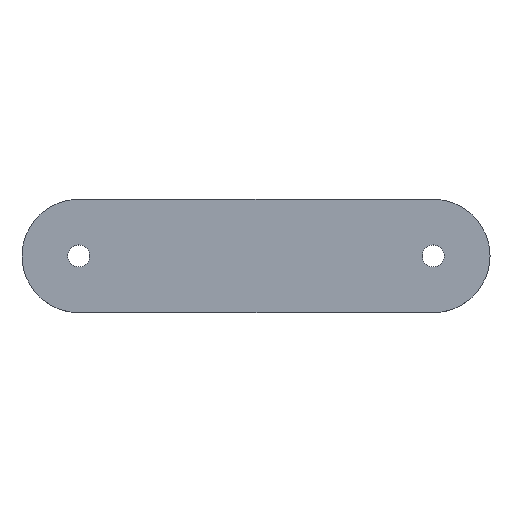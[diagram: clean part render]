
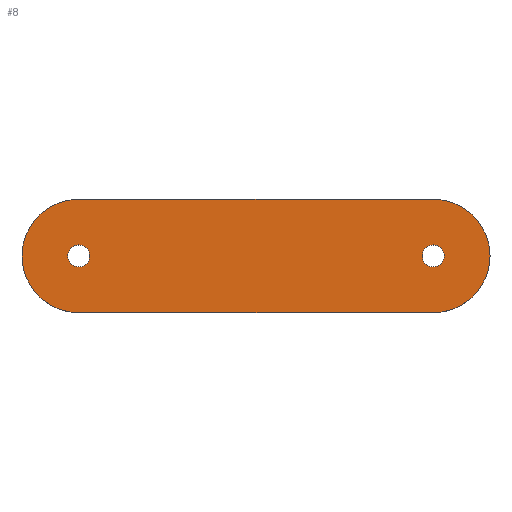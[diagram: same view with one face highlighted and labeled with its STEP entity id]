
A CAD part, top view. The second image highlights one B-rep face of the part: STEP entity #8.
In plain terms, the highlighted planar face has unit normal (0, 0, 1).
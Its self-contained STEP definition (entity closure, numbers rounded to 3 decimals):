
#2 = VERTEX_POINT ( 'NONE', #274 ) ;
#8 = ADVANCED_FACE ( 'NONE', ( #211, #407, #104 ), #103, .T. ) ;
#11 = ORIENTED_EDGE ( 'NONE', *, *, #279, .F. ) ;
#14 = ORIENTED_EDGE ( 'NONE', *, *, #113, .T. ) ;
#15 = DIRECTION ( 'NONE',  ( -1., 0., 0. ) ) ;
#21 = LINE ( 'NONE', #278, #300 ) ;
#29 = CARTESIAN_POINT ( 'NONE',  ( 0., 0., 50. ) ) ;
#41 = CIRCLE ( 'NONE', #105, 80. ) ;
#42 = DIRECTION ( 'NONE',  ( 0., 0., 1. ) ) ;
#43 = DIRECTION ( 'NONE',  ( 1., 0., 0. ) ) ;
#45 = CARTESIAN_POINT ( 'NONE',  ( 500., -80., 50. ) ) ;
#54 = CARTESIAN_POINT ( 'NONE',  ( 0., 0., 50. ) ) ;
#56 = EDGE_LOOP ( 'NONE', ( #321, #174 ) ) ;
#73 = EDGE_LOOP ( 'NONE', ( #398, #134, #14, #269, #154 ) ) ;
#74 = CARTESIAN_POINT ( 'NONE',  ( 15.5, 0., 50. ) ) ;
#85 = CIRCLE ( 'NONE', #290, 15.5 ) ;
#86 = DIRECTION ( 'NONE',  ( 1., 0., 0. ) ) ;
#100 = EDGE_CURVE ( 'NONE', #399, #311, #384, .T. ) ;
#103 = PLANE ( 'NONE',  #167 ) ;
#104 = FACE_OUTER_BOUND ( 'NONE', #73, .T. ) ;
#105 = AXIS2_PLACEMENT_3D ( 'NONE', #54, #353, #291 ) ;
#113 = EDGE_CURVE ( 'NONE', #129, #139, #281, .T. ) ;
#114 = CARTESIAN_POINT ( 'NONE',  ( 500., 0., 50. ) ) ;
#116 = DIRECTION ( 'NONE',  ( 0., 0., 1. ) ) ;
#122 = AXIS2_PLACEMENT_3D ( 'NONE', #414, #116, #86 ) ;
#123 = AXIS2_PLACEMENT_3D ( 'NONE', #114, #230, #125 ) ;
#125 = DIRECTION ( 'NONE',  ( 1., 0., 0. ) ) ;
#129 = VERTEX_POINT ( 'NONE', #377 ) ;
#132 = CIRCLE ( 'NONE', #372, 15.5 ) ;
#134 = ORIENTED_EDGE ( 'NONE', *, *, #380, .T. ) ;
#139 = VERTEX_POINT ( 'NONE', #45 ) ;
#154 = ORIENTED_EDGE ( 'NONE', *, *, #176, .T. ) ;
#160 = AXIS2_PLACEMENT_3D ( 'NONE', #367, #208, #210 ) ;
#161 = CARTESIAN_POINT ( 'NONE',  ( 500., 80., 50. ) ) ;
#164 = CARTESIAN_POINT ( 'NONE',  ( 0., 0., 50. ) ) ;
#167 = AXIS2_PLACEMENT_3D ( 'NONE', #241, #42, #368 ) ;
#174 = ORIENTED_EDGE ( 'NONE', *, *, #342, .F. ) ;
#175 = CIRCLE ( 'NONE', #160, 15.5 ) ;
#176 = EDGE_CURVE ( 'NONE', #232, #334, #21, .T. ) ;
#183 = CARTESIAN_POINT ( 'NONE',  ( 0., -80., 50. ) ) ;
#187 = DIRECTION ( 'NONE',  ( 0., 0., 1. ) ) ;
#189 = CARTESIAN_POINT ( 'NONE',  ( -15.5, 0., 50. ) ) ;
#194 = CIRCLE ( 'NONE', #234, 80. ) ;
#205 = EDGE_CURVE ( 'NONE', #139, #232, #257, .T. ) ;
#208 = DIRECTION ( 'NONE',  ( 0., 0., 1. ) ) ;
#210 = DIRECTION ( 'NONE',  ( 1., 0., 0. ) ) ;
#211 = FACE_BOUND ( 'NONE', #56, .T. ) ;
#228 = DIRECTION ( 'NONE',  ( 0., 0., 1. ) ) ;
#229 = VERTEX_POINT ( 'NONE', #259 ) ;
#230 = DIRECTION ( 'NONE',  ( 0., 0., 1. ) ) ;
#232 = VERTEX_POINT ( 'NONE', #161 ) ;
#234 = AXIS2_PLACEMENT_3D ( 'NONE', #29, #423, #43 ) ;
#241 = CARTESIAN_POINT ( 'NONE',  ( 0., 0., 50. ) ) ;
#257 = CIRCLE ( 'NONE', #123, 80. ) ;
#259 = CARTESIAN_POINT ( 'NONE',  ( 484.5, 0., 50. ) ) ;
#269 = ORIENTED_EDGE ( 'NONE', *, *, #205, .T. ) ;
#274 = CARTESIAN_POINT ( 'NONE',  ( -80., 0., 50. ) ) ;
#278 = CARTESIAN_POINT ( 'NONE',  ( 0., 80., 50. ) ) ;
#279 = EDGE_CURVE ( 'NONE', #311, #399, #132, .T. ) ;
#281 = LINE ( 'NONE', #183, #371 ) ;
#290 = AXIS2_PLACEMENT_3D ( 'NONE', #358, #187, #350 ) ;
#291 = DIRECTION ( 'NONE',  ( 1., 0., 0. ) ) ;
#292 = ORIENTED_EDGE ( 'NONE', *, *, #100, .F. ) ;
#295 = VERTEX_POINT ( 'NONE', #396 ) ;
#300 = VECTOR ( 'NONE', #15, 1000. ) ;
#308 = EDGE_LOOP ( 'NONE', ( #292, #11 ) ) ;
#311 = VERTEX_POINT ( 'NONE', #189 ) ;
#316 = DIRECTION ( 'NONE',  ( 1., 0., 0. ) ) ;
#321 = ORIENTED_EDGE ( 'NONE', *, *, #413, .F. ) ;
#325 = CARTESIAN_POINT ( 'NONE',  ( 0., 80., 50. ) ) ;
#334 = VERTEX_POINT ( 'NONE', #325 ) ;
#342 = EDGE_CURVE ( 'NONE', #229, #295, #85, .T. ) ;
#350 = DIRECTION ( 'NONE',  ( 1., 0., 0. ) ) ;
#353 = DIRECTION ( 'NONE',  ( 0., 0., 1. ) ) ;
#358 = CARTESIAN_POINT ( 'NONE',  ( 500., 0., 50. ) ) ;
#365 = EDGE_CURVE ( 'NONE', #334, #2, #41, .T. ) ;
#367 = CARTESIAN_POINT ( 'NONE',  ( 500., 0., 50. ) ) ;
#368 = DIRECTION ( 'NONE',  ( 1., 0., 0. ) ) ;
#371 = VECTOR ( 'NONE', #316, 1000. ) ;
#372 = AXIS2_PLACEMENT_3D ( 'NONE', #164, #228, #393 ) ;
#377 = CARTESIAN_POINT ( 'NONE',  ( 0., -80., 50. ) ) ;
#380 = EDGE_CURVE ( 'NONE', #2, #129, #194, .T. ) ;
#384 = CIRCLE ( 'NONE', #122, 15.5 ) ;
#393 = DIRECTION ( 'NONE',  ( 1., 0., 0. ) ) ;
#396 = CARTESIAN_POINT ( 'NONE',  ( 515.5, 0., 50. ) ) ;
#398 = ORIENTED_EDGE ( 'NONE', *, *, #365, .T. ) ;
#399 = VERTEX_POINT ( 'NONE', #74 ) ;
#407 = FACE_BOUND ( 'NONE', #308, .T. ) ;
#413 = EDGE_CURVE ( 'NONE', #295, #229, #175, .T. ) ;
#414 = CARTESIAN_POINT ( 'NONE',  ( 0., 0., 50. ) ) ;
#423 = DIRECTION ( 'NONE',  ( 0., 0., 1. ) ) ;
